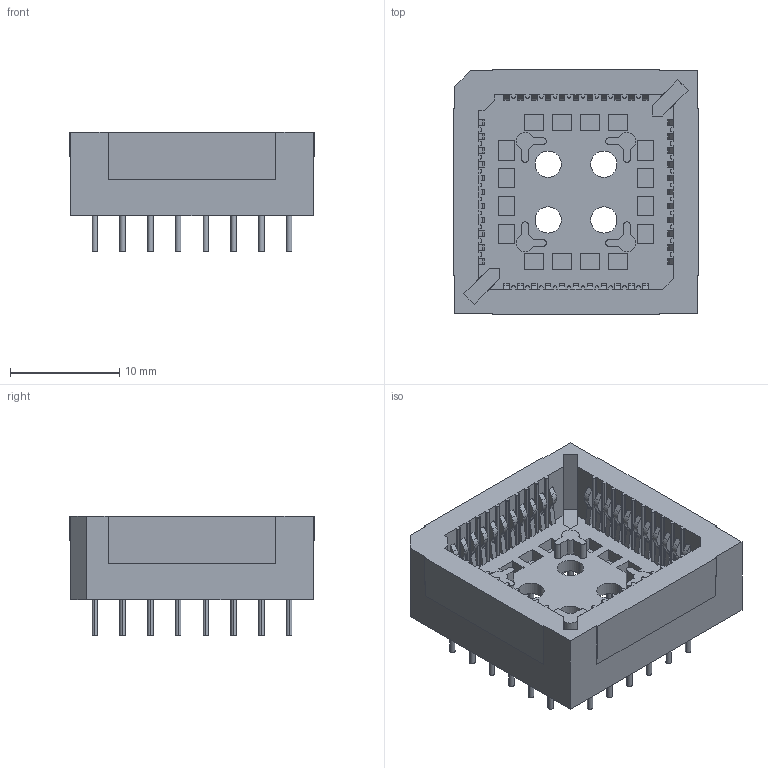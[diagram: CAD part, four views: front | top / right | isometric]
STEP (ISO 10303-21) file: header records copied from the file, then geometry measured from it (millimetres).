
FILE_DESCRIPTION(('STEP AP242'),'1');
FILE_NAME('1571541-1.stp','2021-01-05T18:24:51',('TraceParts'),('TraceParts S.A.'),'Spatial InterOp 3D',' ',' ');
FILE_SCHEMA(('AP242_MANAGED_MODEL_BASED_3D_ENGINEERING_MIM_LF {1 0 10303 442 1 1 4}'));
Length unit declared in the file: millimetre
Products named in the file (1): 1571541-1
Bounding box: 22.45 x 22.45 x 10.96 mm (x, y, z)
Volume: 1967.2 mm3; surface area: 2755.7 mm2
Topology: 1 solids, 1 shells, 901 faces, 2499 edges, 1666 vertices
Faces by surface type: plane 525, cylinder 376
Entity records: 28956 total; most frequent: CARTESIAN_POINT 5067, DIRECTION 5055, ORIENTED_EDGE 4998, EDGE_CURVE 2499, LINE 1747, VECTOR 1747, VERTEX_POINT 1666, AXIS2_PLACEMENT_3D 1654
